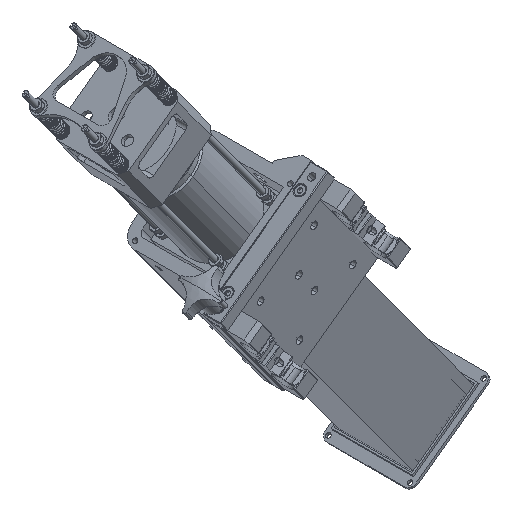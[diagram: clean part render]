
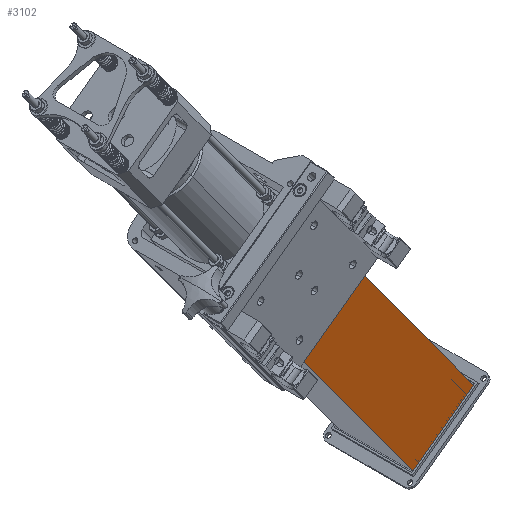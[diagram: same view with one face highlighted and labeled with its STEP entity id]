
A CAD part, isometric view. The second image highlights one B-rep face of the part: STEP entity #3102.
In plain terms, the highlighted face is planar.
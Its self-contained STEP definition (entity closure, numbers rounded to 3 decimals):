
#3037=CARTESIAN_POINT('Line Origine',(226.5,28.5,0.)) ;
#3041=CARTESIAN_POINT('Vertex',(226.5,28.5,28.5)) ;
#3043=CARTESIAN_POINT('Vertex',(226.5,28.5,-28.5)) ;
#3072=CARTESIAN_POINT('Axis2P3D Location',(0.,28.5,-28.5)) ;
#3077=CARTESIAN_POINT('Line Origine',(113.25,28.5,-28.5)) ;
#3081=CARTESIAN_POINT('Vertex',(0.,28.5,-28.5)) ;
#3084=CARTESIAN_POINT('Line Origine',(0.,28.5,0.)) ;
#3088=CARTESIAN_POINT('Vertex',(0.,28.5,28.5)) ;
#3091=CARTESIAN_POINT('Line Origine',(113.25,28.5,28.5)) ;
#3039=VECTOR('Line Direction',#3038,1.) ;
#3079=VECTOR('Line Direction',#3078,1.) ;
#3086=VECTOR('Line Direction',#3085,1.) ;
#3093=VECTOR('Line Direction',#3092,1.) ;
#3038=DIRECTION('Vector Direction',(0.,0.,1.)) ;
#3073=DIRECTION('Axis2P3D Direction',(0.,1.,0.)) ;
#3074=DIRECTION('Axis2P3D XDirection',(0.,0.,1.)) ;
#3078=DIRECTION('Vector Direction',(1.,0.,0.)) ;
#3085=DIRECTION('Vector Direction',(0.,0.,1.)) ;
#3092=DIRECTION('Vector Direction',(1.,0.,0.)) ;
#3075=AXIS2_PLACEMENT_3D('Plane Axis2P3D',#3072,#3073,#3074) ;
#3040=LINE('Line',#3037,#3039) ;
#3080=LINE('Line',#3077,#3079) ;
#3087=LINE('Line',#3084,#3086) ;
#3094=LINE('Line',#3091,#3093) ;
#3076=PLANE('',#3075) ;
#3045=EDGE_CURVE('',#3042,#3044,#3040,.F.) ;
#3083=EDGE_CURVE('',#3082,#3044,#3080,.T.) ;
#3090=EDGE_CURVE('',#3089,#3082,#3087,.F.) ;
#3095=EDGE_CURVE('',#3089,#3042,#3094,.T.) ;
#3097=ORIENTED_EDGE('',*,*,#3045,.T.) ;
#3098=ORIENTED_EDGE('',*,*,#3083,.F.) ;
#3099=ORIENTED_EDGE('',*,*,#3090,.F.) ;
#3100=ORIENTED_EDGE('',*,*,#3095,.T.) ;
#3096=EDGE_LOOP('',(#3097,#3098,#3099,#3100)) ;
#3042=VERTEX_POINT('',#3041) ;
#3044=VERTEX_POINT('',#3043) ;
#3082=VERTEX_POINT('',#3081) ;
#3089=VERTEX_POINT('',#3088) ;
#3102=ADVANCED_FACE('Corps principal',(#3101),#3076,.T.) ;
#3101=FACE_OUTER_BOUND('',#3096,.T.) ;
